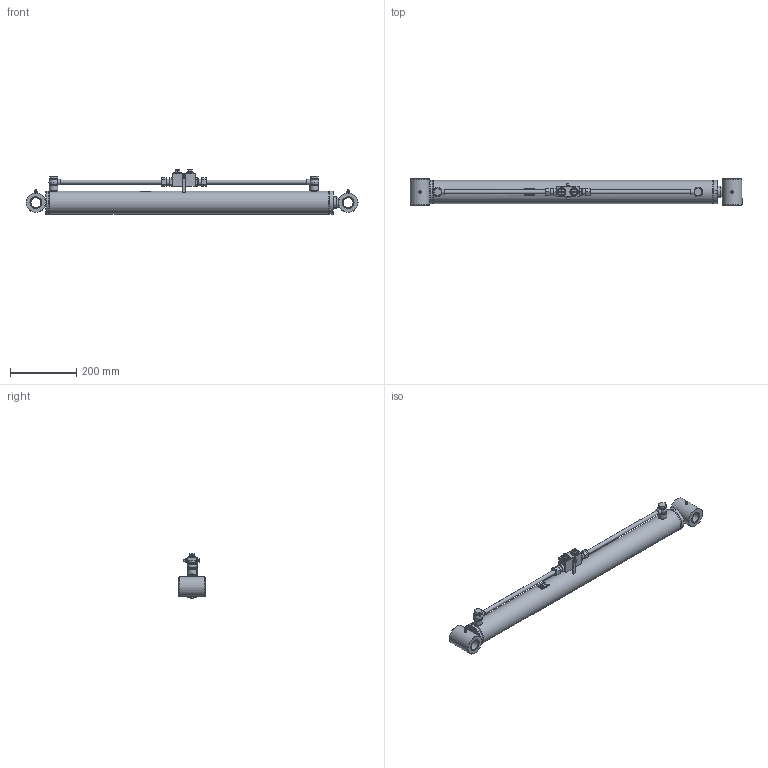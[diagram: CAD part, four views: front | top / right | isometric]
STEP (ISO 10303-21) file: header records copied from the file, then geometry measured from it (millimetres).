
FILE_DESCRIPTION (( 'STEP AP214' ), '1' );
FILE_NAME ('CFGCY0079583-Cylinder.step', '2026-03-10T12:32:54', ( 'Kramp IT' ), ( 'Kramp' ), 'SwSTEP 2.0', 'SolidWorks 2025', '' );
FILE_SCHEMA (( 'AUTOMOTIVE_DESIGN' ));
Length unit declared in the file: millimetre
Products named in the file (37): PAP3030P20-EC; TT06; SP06M; CFGCY0079583-Cylinder; VRDE015A-SUPPORT; LSN06E; Tube_Simplified; SBB0612400-EC; DS2906004VM_Simplified; 9346A_Hexagon Nut ISO - 4032 - M6 - D - C; DC3906001; GN61180; VALVE-ASSEMBLY-CHECK; BUSHVM-RD; Rod_Simplified; Rod-WA_Simplified; SBB0612400; DS2906013035_Simplified; BUSHVM-EC; PAP3030P20; DS2906015; DS2906004_Simplified; MATE-AID; Tube-MA_Simplified; Tube-WA_Simplified; HBB06; DS2906013035VM_Simplified; 912645; PAP3030P20-RD; VRDE015A_Default<As Machined>; VRDE015A; BUSH-EC; BUSH-RD; SBB0612400-RD
Assembly tree (45 placements, depth 5):
  CFGCY0079583-Cylinder
    Tube-WA_Simplified
      Tube-MA_Simplified
        Tube_Simplified
        LSN06E
      LSN06E
      DC3906001
        DC3906001
      BUSHVM-EC
        BUSH-EC
        PAP3030P20-EC
          PAP3030P20  x2
    Rod-WA_Simplified
      Rod_Simplified
      BUSHVM-RD
        BUSH-RD
        PAP3030P20-RD
          PAP3030P20  x2
    DS2906013035VM_Simplified
      DS2906013035_Simplified
    DS2906004VM_Simplified
      DS2906004_Simplified
    DS2906015
    VALVE-ASSEMBLY-CHECK
      SBB0612400-EC
        SBB0612400
        HBB06
        TT06  x2
      SBB0612400-RD
        SBB0612400
        HBB06
        TT06  x2
      VRDE015A
        VRDE015A_Default<As Machined>
        SP06M  x2
      VRDE015A-SUPPORT
        VRDE015A-SUPPORT
        912645
        9346A_Hexagon Nut ISO - 4032 - M6 - D - C
    GN61180  x2
  MATE-AID
Bounding box: 1006 x 80 x 134.3 mm (x, y, z)
Volume: 2441146.6 mm3; surface area: 676955.1 mm2
Topology: 35 solids, 35 shells, 799 faces, 1809 edges, 1149 vertices
Faces by surface type: plane 385, cylinder 175, cone 135, torus 70, bspline 30, sphere 4
Full cylindrical faces by diameter (mm): 4 x4, 4.73 x2, 5 x1, 5.5 x8, 6 x4, 6.5 x2, 7 x2, 8 x2, 9 x4, 10 x3, 12 x2, 12.2 x6, 14.95 x2, 15 x4, 15.25 x2, 16 x2, 16.4 x2, 16.5 x1, 16.66 x2, 17 x4, 17.5 x8, 18 x4, 20 x4, 21 x2, 21.5 x2, 21.9 x2, 22.2 x2, 24 x4, 26 x4, 28 x2
Entity records: 24357 total; most frequent: CARTESIAN_POINT 6717, DIRECTION 2524, ORIENTED_EDGE 2254, EDGE_CURVE 1127, AXIS2_PLACEMENT_3D 1013, EDGE_LOOP 892, VERTEX_POINT 807, FACE_OUTER_BOUND 721
